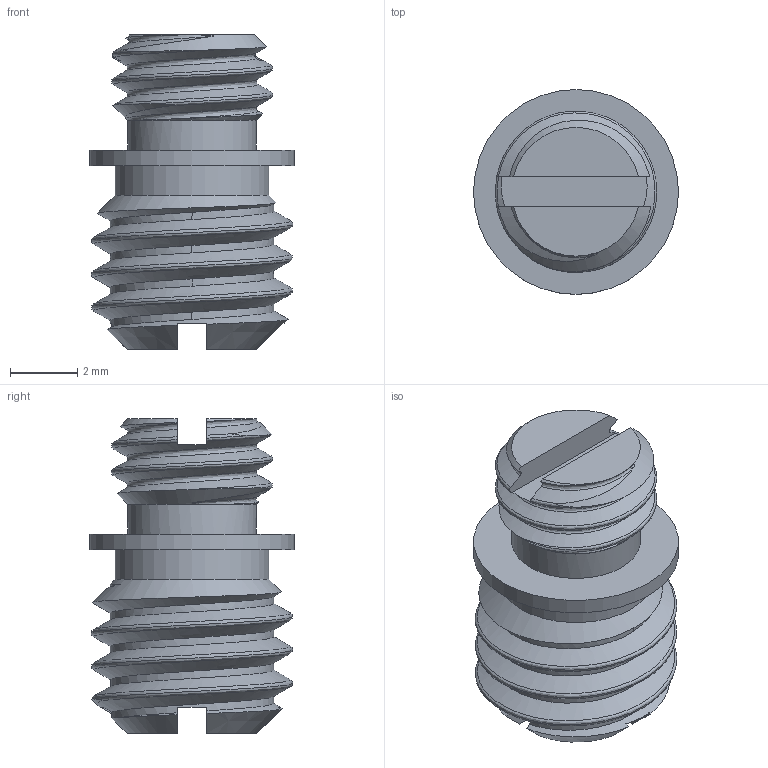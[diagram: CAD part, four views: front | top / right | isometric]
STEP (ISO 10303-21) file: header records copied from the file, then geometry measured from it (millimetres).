
FILE_DESCRIPTION(/* description */ (''),/* implementation_level */ '2;1');
FILE_NAME(/* name */ 'MHT160-3A.stp',/* time_stamp */ '2026-02-03T09:50:55-05:00',/* author */ ('cthayer'),/* organization */ (''),/* preprocessor_version */ 'ST-DEVELOPER v20',/* originating_system */ 'Autodesk Inventor 2025',/* authorisation */ '');
FILE_SCHEMA (('AUTOMOTIVE_DESIGN { 1 0 10303 214 3 1 1 }'));
Length unit declared in the file: inch
Products named in the file (2): MH108-31B; MHP10219
Assembly tree (1 placements, depth 2):
  MH108-31B
    MHP10219
Bounding box: 6.1 x 6.1 x 9.35 mm (x, y, z)
Volume: 163.8 mm3; surface area: 274.1 mm2
Topology: 1 solids, 1 shells, 61 faces, 164 edges, 108 vertices
Faces by surface type: plane 22, bspline 20, cylinder 10, cone 9
Full cylindrical faces by diameter (mm): 3.83 x1, 4.572 x1, 4.863 x1, 6.096 x1
Entity records: 4153 total; most frequent: CARTESIAN_POINT 2724, ORIENTED_EDGE 328, DIRECTION 177, EDGE_CURVE 164, VERTEX_POINT 108, B_SPLINE_CURVE_WITH_KNOTS 87, AXIS2_PLACEMENT_3D 68, EDGE_LOOP 64
